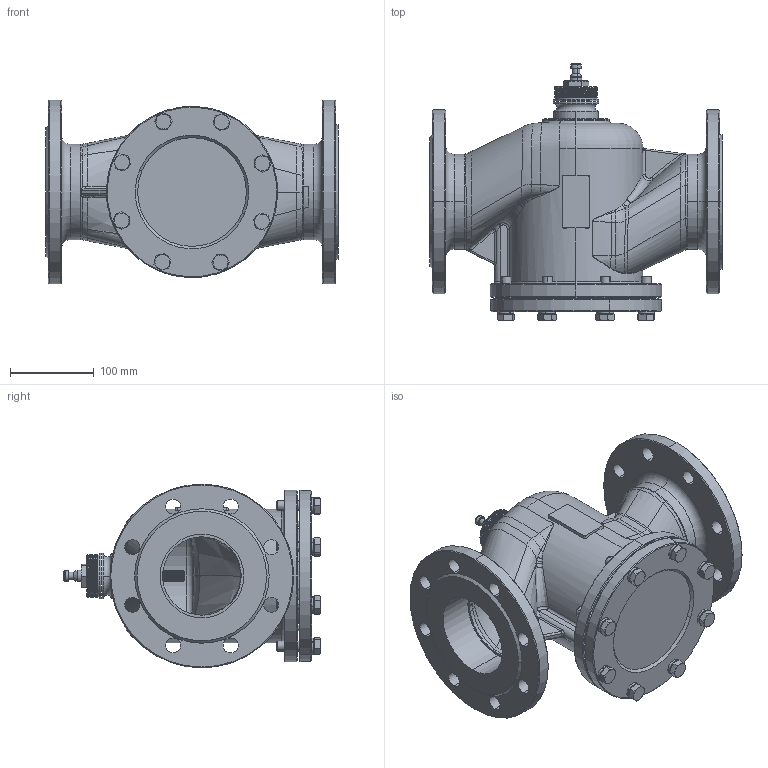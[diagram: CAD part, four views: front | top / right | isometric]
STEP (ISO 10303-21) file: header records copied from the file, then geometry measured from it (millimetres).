
FILE_DESCRIPTION((''),'2;1');
FILE_NAME('3D_STEP_CAD_MODEL_OF__SW0002','2023-03-27T16:32:25',('phili'),(''),'CREO PARAMETRIC BY PTC INC, 2019010','CREO PARAMETRIC BY PTC INC, 2019010','');
FILE_SCHEMA(('CONFIG_CONTROL_DESIGN'));
Products named in the file (1): 3D_STEP_CAD_MODEL_OF__SW0002
Bounding box: 350 x 307.62 x 220 mm (x, y, z)
Surface area: 636371.3 mm2 (no closed solid volume)
Topology: 0 solids, 62 shells, 963 faces, 2990 edges, 2029 vertices
Faces by surface type: bspline 319, cylinder 231, cone 189, plane 171, torus 33, extrusion 16, sphere 4
Entity records: 101676 total; most frequent: CARTESIAN_POINT 78438, ORIENTED_EDGE 5042, DIRECTION 3780, EDGE_CURVE 2990, VERTEX_POINT 2029, AXIS2_PLACEMENT_3D 1511, B_SPLINE_CURVE_WITH_KNOTS 1381, EDGE_LOOP 1057
